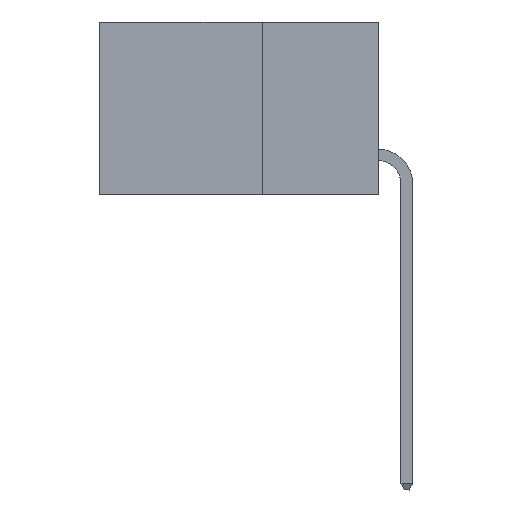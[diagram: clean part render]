
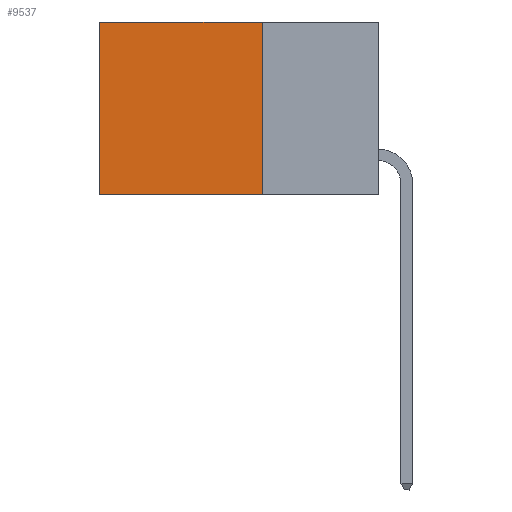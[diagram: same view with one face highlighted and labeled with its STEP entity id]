
A CAD part, left-side view. The second image highlights one B-rep face of the part: STEP entity #9537.
In plain terms, the highlighted planar face has unit normal (-1, 0, 0).
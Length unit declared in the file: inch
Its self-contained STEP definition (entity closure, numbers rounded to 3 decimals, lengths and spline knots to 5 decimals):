
#1652 = DIRECTION ( 'NONE',  ( 0., 0., -1. ) ) ;
#1940 = VERTEX_POINT ( 'NONE', #17477 ) ;
#2144 = PLANE ( 'NONE',  #6601 ) ;
#2171 = VECTOR ( 'NONE', #1652, 39.37008 ) ;
#2598 = ORIENTED_EDGE ( 'NONE', *, *, #7549, .T. ) ;
#3582 = DIRECTION ( 'NONE',  ( 0., 0., -1. ) ) ;
#3952 = CARTESIAN_POINT ( 'NONE',  ( 0.298, 0.25, -0.37 ) ) ;
#3990 = LINE ( 'NONE', #7064, #14897 ) ;
#5821 = LINE ( 'NONE', #3952, #9148 ) ;
#5939 = CARTESIAN_POINT ( 'NONE',  ( 0.298, 0.25, 0. ) ) ;
#6011 = ORIENTED_EDGE ( 'NONE', *, *, #9405, .T. ) ;
#6601 = AXIS2_PLACEMENT_3D ( 'NONE', #10638, #12155, #3582 ) ;
#7064 = CARTESIAN_POINT ( 'NONE',  ( 0.298, 0.25, 0. ) ) ;
#7549 = EDGE_CURVE ( 'NONE', #8244, #1940, #3990, .T. ) ;
#7746 = CARTESIAN_POINT ( 'NONE',  ( 0.298, 0.25, 0. ) ) ;
#8043 = EDGE_CURVE ( 'NONE', #8244, #17369, #9767, .T. ) ;
#8244 = VERTEX_POINT ( 'NONE', #7746 ) ;
#8610 = FACE_OUTER_BOUND ( 'NONE', #11275, .T. ) ;
#8963 = VERTEX_POINT ( 'NONE', #12188 ) ;
#9148 = VECTOR ( 'NONE', #18089, 39.37008 ) ;
#9405 = EDGE_CURVE ( 'NONE', #1940, #8963, #10834, .T. ) ;
#9537 = ADVANCED_FACE ( 'NONE', ( #8610 ), #2144, .F. ) ;
#9767 = LINE ( 'NONE', #5939, #2171 ) ;
#10398 = CARTESIAN_POINT ( 'NONE',  ( 0.298, 0.6, 0. ) ) ;
#10638 = CARTESIAN_POINT ( 'NONE',  ( 0.298, 0.25, 0. ) ) ;
#10834 = LINE ( 'NONE', #10398, #14615 ) ;
#11275 = EDGE_LOOP ( 'NONE', ( #6011, #14534, #13504, #2598 ) ) ;
#11847 = DIRECTION ( 'NONE',  ( 0., 0., -1. ) ) ;
#12155 = DIRECTION ( 'NONE',  ( 1., 0., 0. ) ) ;
#12188 = CARTESIAN_POINT ( 'NONE',  ( 0.298, 0.6, -0.37 ) ) ;
#12735 = DIRECTION ( 'NONE',  ( 0., 1., 0. ) ) ;
#13504 = ORIENTED_EDGE ( 'NONE', *, *, #8043, .F. ) ;
#14534 = ORIENTED_EDGE ( 'NONE', *, *, #16776, .F. ) ;
#14615 = VECTOR ( 'NONE', #11847, 39.37008 ) ;
#14897 = VECTOR ( 'NONE', #12735, 39.37008 ) ;
#16537 = CARTESIAN_POINT ( 'NONE',  ( 0.298, 0.25, -0.37 ) ) ;
#16776 = EDGE_CURVE ( 'NONE', #17369, #8963, #5821, .T. ) ;
#17369 = VERTEX_POINT ( 'NONE', #16537 ) ;
#17477 = CARTESIAN_POINT ( 'NONE',  ( 0.298, 0.6, 0. ) ) ;
#18089 = DIRECTION ( 'NONE',  ( 0., 1., 0. ) ) ;
